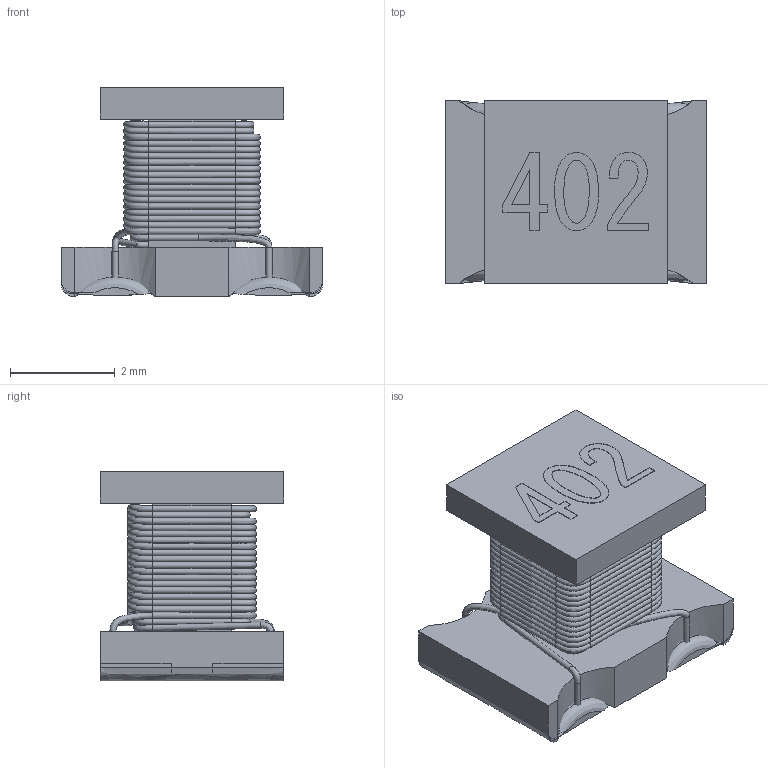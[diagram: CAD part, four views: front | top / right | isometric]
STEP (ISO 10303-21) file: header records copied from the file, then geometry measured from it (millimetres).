
FILE_DESCRIPTION( ('This file contains a STEP AP42 implementation' ,'as created by ZW3D STEP Interface translator.') ,'2;1' );
FILE_NAME( 'SF0504402YLB.stp' ,'1812 7.1742 6', (''), ('ZWCAD Software Co.'), 'Version 1.0', 'ZW3D to STEP translator', '' );
FILE_SCHEMA( ('CONFIG_CONTROL_DESIGN') );
Length unit declared in the file: millimetre
Products named in the file (1): 0
Bounding box: 5 x 3.5 x 4.01 mm (x, y, z)
Volume: 28.7 mm3; surface area: 236.5 mm2
Topology: 8 solids, 206 shells, 417 faces, 1382 edges, 987 vertices
Faces by surface type: bspline 417
Entity records: 69908 total; most frequent: CARTESIAN_POINT 63051, ORIENTED_EDGE 2165, EDGE_CURVE 1382, VERTEX_POINT 987, B_SPLINE_CURVE_WITH_KNOTS 543, EDGE_LOOP 423, FACE_OUTER_BOUND 417, ADVANCED_FACE 417
